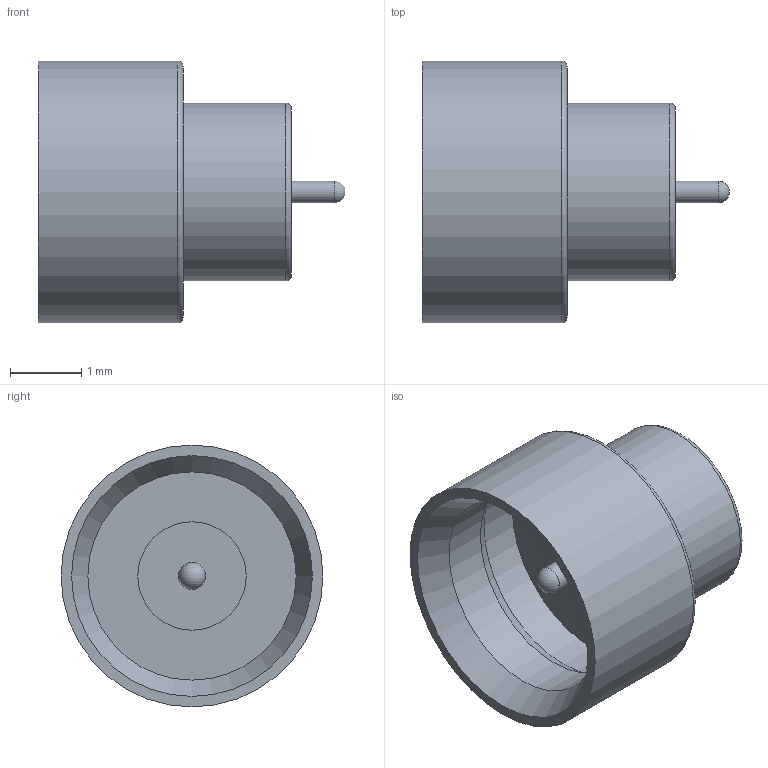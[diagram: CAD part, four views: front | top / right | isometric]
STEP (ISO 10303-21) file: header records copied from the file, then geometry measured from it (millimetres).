
FILE_DESCRIPTION (( 'STEP AP203' ), '1' );
FILE_NAME ('PE44945_3D.step', '2021-10-12T16:43:44', ( '' ), ( '' ), 'SwSTEP 2.0', 'SolidWorks 2021', '' );
FILE_SCHEMA (( 'CONFIG_CONTROL_DESIGN' ));
Length unit declared in the file: inch
Products named in the file (1): PE44945_3D
Bounding box: 4.32 x 3.68 x 3.68 mm (x, y, z)
Volume: 15.6 mm3; surface area: 76.6 mm2
Topology: 1 solids, 1 shells, 20 faces, 42 edges, 26 vertices
Faces by surface type: cylinder 8, plane 6, cone 2, sphere 2, torus 2
Full cylindrical faces by diameter (mm): 0.305 x1, 0.381 x1, 1.524 x1, 2.032 x1, 2.499 x1, 2.929 x1, 3.169 x1, 3.683 x1
Entity records: 473 total; most frequent: DIRECTION 80, CARTESIAN_POINT 59, AXIS2_PLACEMENT_3D 40, ORIENTED_EDGE 38, EDGE_LOOP 38, FACE_OUTER_BOUND 30, ADVANCED_FACE 20, VERTEX_POINT 19
